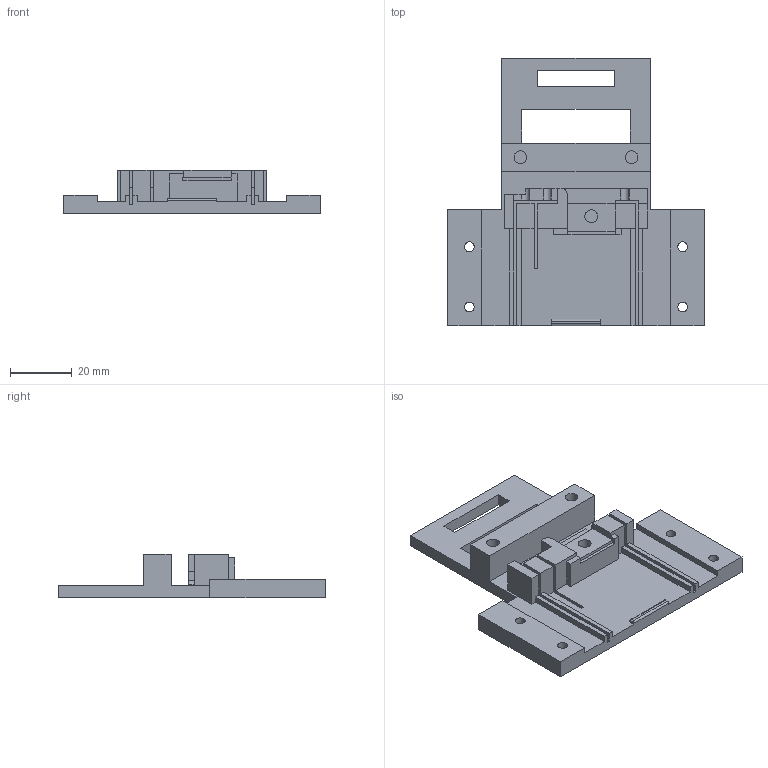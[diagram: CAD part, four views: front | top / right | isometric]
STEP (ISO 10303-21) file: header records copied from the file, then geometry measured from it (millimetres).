
FILE_DESCRIPTION(/* description */ ('Unknown'),/* implementation_level */ '2;1');
FILE_NAME(/* name */ 'locking_slider_0812_main',/* time_stamp */ '2023-11-16T14:43:28+02:00',/* author */ ('Unknown'),/* organization */ ('Unknown'),/* preprocessor_version */ 'ST-DEVELOPER v16.7',/* originating_system */ 'DEX',/* authorisation */ $);
FILE_SCHEMA (('AUTOMOTIVE_DESIGN {1 0 10303 214 3 1 1}'));
Length unit declared in the file: millimetre
Products named in the file (1): locking_slider_0812_main
Bounding box: 83.1 x 86.5 x 14.2 mm (x, y, z)
Volume: 30156.3 mm3; surface area: 16533.6 mm2
Topology: 1 solids, 1 shells, 113 faces, 330 edges, 221 vertices
Faces by surface type: plane 96, cylinder 13, cone 4
Full cylindrical faces by diameter (mm): 3.2 x4, 4.15 x3
Entity records: 3626 total; most frequent: CARTESIAN_POINT 638, ORIENTED_EDGE 622, DIRECTION 570, EDGE_CURVE 311, LINE 280, VECTOR 280, VERTEX_POINT 213, AXIS2_PLACEMENT_3D 145
